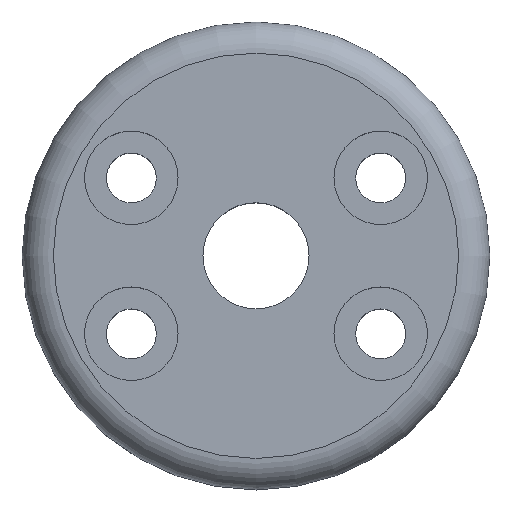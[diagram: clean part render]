
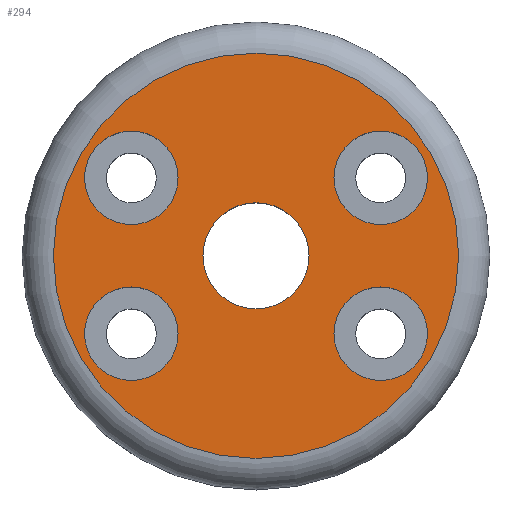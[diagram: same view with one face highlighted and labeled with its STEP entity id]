
A CAD part, top view. The second image highlights one B-rep face of the part: STEP entity #294.
In plain terms, the highlighted face is planar.
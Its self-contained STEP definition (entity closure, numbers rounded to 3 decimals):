
#33 = VERTEX_POINT('',#34);
#34 = CARTESIAN_POINT('',(3.4,14.,0.));
#43 = CYLINDRICAL_SURFACE('',#44,3.4);
#44 = AXIS2_PLACEMENT_3D('',#45,#46,#47);
#45 = CARTESIAN_POINT('',(0.,14.,0.));
#46 = DIRECTION('',(0.,-1.,0.));
#47 = DIRECTION('',(1.,0.,0.));
#62 = EDGE_CURVE('',#33,#33,#63,.T.);
#63 = SURFACE_CURVE('',#64,(#69,#76),.PCURVE_S1.);
#64 = CIRCLE('',#65,3.4);
#65 = AXIS2_PLACEMENT_3D('',#66,#67,#68);
#66 = CARTESIAN_POINT('',(0.,14.,0.));
#67 = DIRECTION('',(0.,-1.,0.));
#68 = DIRECTION('',(1.,0.,0.));
#69 = PCURVE('',#43,#70);
#70 = DEFINITIONAL_REPRESENTATION('',(#71),#75);
#71 = LINE('',#72,#73);
#72 = CARTESIAN_POINT('',(0.,0.));
#73 = VECTOR('',#74,1.);
#74 = DIRECTION('',(1.,0.));
#75 = ( GEOMETRIC_REPRESENTATION_CONTEXT(2) 
PARAMETRIC_REPRESENTATION_CONTEXT() REPRESENTATION_CONTEXT('2D SPACE',''
  ) );
#76 = PCURVE('',#77,#82);
#77 = PLANE('',#78);
#78 = AXIS2_PLACEMENT_3D('',#79,#80,#81);
#79 = CARTESIAN_POINT('',(0.,14.,0.));
#80 = DIRECTION('',(0.,-1.,0.));
#81 = DIRECTION('',(1.,0.,0.));
#82 = DEFINITIONAL_REPRESENTATION('',(#83),#87);
#83 = CIRCLE('',#84,3.4);
#84 = AXIS2_PLACEMENT_2D('',#85,#86);
#85 = CARTESIAN_POINT('',(0.,0.));
#86 = DIRECTION('',(1.,0.));
#87 = ( GEOMETRIC_REPRESENTATION_CONTEXT(2) 
PARAMETRIC_REPRESENTATION_CONTEXT() REPRESENTATION_CONTEXT('2D SPACE',''
  ) );
#294 = ADVANCED_FACE('',(#295,#326,#361,#396,#399,#434),#77,.F.);
#295 = FACE_BOUND('',#296,.F.);
#296 = EDGE_LOOP('',(#297));
#297 = ORIENTED_EDGE('',*,*,#298,.T.);
#298 = EDGE_CURVE('',#299,#299,#301,.T.);
#299 = VERTEX_POINT('',#300);
#300 = CARTESIAN_POINT('',(13.,14.,0.));
#301 = SURFACE_CURVE('',#302,(#307,#314),.PCURVE_S1.);
#302 = CIRCLE('',#303,13.);
#303 = AXIS2_PLACEMENT_3D('',#304,#305,#306);
#304 = CARTESIAN_POINT('',(0.,14.,0.));
#305 = DIRECTION('',(0.,-1.,0.));
#306 = DIRECTION('',(1.,0.,0.));
#307 = PCURVE('',#77,#308);
#308 = DEFINITIONAL_REPRESENTATION('',(#309),#313);
#309 = CIRCLE('',#310,13.);
#310 = AXIS2_PLACEMENT_2D('',#311,#312);
#311 = CARTESIAN_POINT('',(0.,0.));
#312 = DIRECTION('',(1.,0.));
#313 = ( GEOMETRIC_REPRESENTATION_CONTEXT(2) 
PARAMETRIC_REPRESENTATION_CONTEXT() REPRESENTATION_CONTEXT('2D SPACE',''
  ) );
#314 = PCURVE('',#315,#320);
#315 = TOROIDAL_SURFACE('',#316,13.,2.);
#316 = AXIS2_PLACEMENT_3D('',#317,#318,#319);
#317 = CARTESIAN_POINT('',(0.,12.,0.));
#318 = DIRECTION('',(0.,1.,0.));
#319 = DIRECTION('',(1.,0.,0.));
#320 = DEFINITIONAL_REPRESENTATION('',(#321),#325);
#321 = LINE('',#322,#323);
#322 = CARTESIAN_POINT('',(0.,1.571));
#323 = VECTOR('',#324,1.);
#324 = DIRECTION('',(-1.,0.));
#325 = ( GEOMETRIC_REPRESENTATION_CONTEXT(2) 
PARAMETRIC_REPRESENTATION_CONTEXT() REPRESENTATION_CONTEXT('2D SPACE',''
  ) );
#326 = FACE_BOUND('',#327,.F.);
#327 = EDGE_LOOP('',(#328));
#328 = ORIENTED_EDGE('',*,*,#329,.T.);
#329 = EDGE_CURVE('',#330,#330,#332,.T.);
#330 = VERTEX_POINT('',#331);
#331 = CARTESIAN_POINT('',(-11.,14.,5.));
#332 = SURFACE_CURVE('',#333,(#338,#349),.PCURVE_S1.);
#333 = CIRCLE('',#334,3.);
#334 = AXIS2_PLACEMENT_3D('',#335,#336,#337);
#335 = CARTESIAN_POINT('',(-8.,14.,5.));
#336 = DIRECTION('',(0.,1.,0.));
#337 = DIRECTION('',(-1.,0.,0.));
#338 = PCURVE('',#77,#339);
#339 = DEFINITIONAL_REPRESENTATION('',(#340),#348);
#340 = ( BOUNDED_CURVE() B_SPLINE_CURVE(2,(#341,#342,#343,#344,#345,#346
,#347),.UNSPECIFIED.,.F.,.F.) B_SPLINE_CURVE_WITH_KNOTS((1,2,2,2,2,1),(
    -2.094,0.,2.094,4.189,6.283,
8.378),.UNSPECIFIED.) CURVE() GEOMETRIC_REPRESENTATION_ITEM() 
RATIONAL_B_SPLINE_CURVE((1.,0.5,1.,0.5,1.,0.5,1.)) REPRESENTATION_ITEM(
  '') );
#341 = CARTESIAN_POINT('',(-11.,5.));
#342 = CARTESIAN_POINT('',(-11.,10.196));
#343 = CARTESIAN_POINT('',(-6.5,7.598));
#344 = CARTESIAN_POINT('',(-2.,5.));
#345 = CARTESIAN_POINT('',(-6.5,2.402));
#346 = CARTESIAN_POINT('',(-11.,-0.196));
#347 = CARTESIAN_POINT('',(-11.,5.));
#348 = ( GEOMETRIC_REPRESENTATION_CONTEXT(2) 
PARAMETRIC_REPRESENTATION_CONTEXT() REPRESENTATION_CONTEXT('2D SPACE',''
  ) );
#349 = PCURVE('',#350,#355);
#350 = CYLINDRICAL_SURFACE('',#351,3.);
#351 = AXIS2_PLACEMENT_3D('',#352,#353,#354);
#352 = CARTESIAN_POINT('',(-8.,14.,5.));
#353 = DIRECTION('',(0.,1.,0.));
#354 = DIRECTION('',(-1.,0.,0.));
#355 = DEFINITIONAL_REPRESENTATION('',(#356),#360);
#356 = LINE('',#357,#358);
#357 = CARTESIAN_POINT('',(0.,0.));
#358 = VECTOR('',#359,1.);
#359 = DIRECTION('',(1.,0.));
#360 = ( GEOMETRIC_REPRESENTATION_CONTEXT(2) 
PARAMETRIC_REPRESENTATION_CONTEXT() REPRESENTATION_CONTEXT('2D SPACE',''
  ) );
#361 = FACE_BOUND('',#362,.F.);
#362 = EDGE_LOOP('',(#363));
#363 = ORIENTED_EDGE('',*,*,#364,.T.);
#364 = EDGE_CURVE('',#365,#365,#367,.T.);
#365 = VERTEX_POINT('',#366);
#366 = CARTESIAN_POINT('',(5.,14.,5.));
#367 = SURFACE_CURVE('',#368,(#373,#384),.PCURVE_S1.);
#368 = CIRCLE('',#369,3.);
#369 = AXIS2_PLACEMENT_3D('',#370,#371,#372);
#370 = CARTESIAN_POINT('',(8.,14.,5.));
#371 = DIRECTION('',(0.,1.,0.));
#372 = DIRECTION('',(-1.,0.,0.));
#373 = PCURVE('',#77,#374);
#374 = DEFINITIONAL_REPRESENTATION('',(#375),#383);
#375 = ( BOUNDED_CURVE() B_SPLINE_CURVE(2,(#376,#377,#378,#379,#380,#381
,#382),.UNSPECIFIED.,.F.,.F.) B_SPLINE_CURVE_WITH_KNOTS((1,2,2,2,2,1),(
    -2.094,0.,2.094,4.189,6.283,
8.378),.UNSPECIFIED.) CURVE() GEOMETRIC_REPRESENTATION_ITEM() 
RATIONAL_B_SPLINE_CURVE((1.,0.5,1.,0.5,1.,0.5,1.)) REPRESENTATION_ITEM(
  '') );
#376 = CARTESIAN_POINT('',(5.,5.));
#377 = CARTESIAN_POINT('',(5.,10.196));
#378 = CARTESIAN_POINT('',(9.5,7.598));
#379 = CARTESIAN_POINT('',(14.,5.));
#380 = CARTESIAN_POINT('',(9.5,2.402));
#381 = CARTESIAN_POINT('',(5.,-0.196));
#382 = CARTESIAN_POINT('',(5.,5.));
#383 = ( GEOMETRIC_REPRESENTATION_CONTEXT(2) 
PARAMETRIC_REPRESENTATION_CONTEXT() REPRESENTATION_CONTEXT('2D SPACE',''
  ) );
#384 = PCURVE('',#385,#390);
#385 = CYLINDRICAL_SURFACE('',#386,3.);
#386 = AXIS2_PLACEMENT_3D('',#387,#388,#389);
#387 = CARTESIAN_POINT('',(8.,14.,5.));
#388 = DIRECTION('',(0.,1.,0.));
#389 = DIRECTION('',(-1.,0.,0.));
#390 = DEFINITIONAL_REPRESENTATION('',(#391),#395);
#391 = LINE('',#392,#393);
#392 = CARTESIAN_POINT('',(0.,0.));
#393 = VECTOR('',#394,1.);
#394 = DIRECTION('',(1.,0.));
#395 = ( GEOMETRIC_REPRESENTATION_CONTEXT(2) 
PARAMETRIC_REPRESENTATION_CONTEXT() REPRESENTATION_CONTEXT('2D SPACE',''
  ) );
#396 = FACE_BOUND('',#397,.F.);
#397 = EDGE_LOOP('',(#398));
#398 = ORIENTED_EDGE('',*,*,#62,.F.);
#399 = FACE_BOUND('',#400,.F.);
#400 = EDGE_LOOP('',(#401));
#401 = ORIENTED_EDGE('',*,*,#402,.T.);
#402 = EDGE_CURVE('',#403,#403,#405,.T.);
#403 = VERTEX_POINT('',#404);
#404 = CARTESIAN_POINT('',(5.,14.,-5.));
#405 = SURFACE_CURVE('',#406,(#411,#422),.PCURVE_S1.);
#406 = CIRCLE('',#407,3.);
#407 = AXIS2_PLACEMENT_3D('',#408,#409,#410);
#408 = CARTESIAN_POINT('',(8.,14.,-5.));
#409 = DIRECTION('',(0.,1.,0.));
#410 = DIRECTION('',(-1.,0.,0.));
#411 = PCURVE('',#77,#412);
#412 = DEFINITIONAL_REPRESENTATION('',(#413),#421);
#413 = ( BOUNDED_CURVE() B_SPLINE_CURVE(2,(#414,#415,#416,#417,#418,#419
,#420),.UNSPECIFIED.,.T.,.F.) B_SPLINE_CURVE_WITH_KNOTS((1,2,2,2,2,1),(
    -2.094,0.,2.094,4.189,6.283,
8.378),.UNSPECIFIED.) CURVE() GEOMETRIC_REPRESENTATION_ITEM() 
RATIONAL_B_SPLINE_CURVE((1.,0.5,1.,0.5,1.,0.5,1.)) REPRESENTATION_ITEM(
  '') );
#414 = CARTESIAN_POINT('',(5.,-5.));
#415 = CARTESIAN_POINT('',(5.,0.196));
#416 = CARTESIAN_POINT('',(9.5,-2.402));
#417 = CARTESIAN_POINT('',(14.,-5.));
#418 = CARTESIAN_POINT('',(9.5,-7.598));
#419 = CARTESIAN_POINT('',(5.,-10.196));
#420 = CARTESIAN_POINT('',(5.,-5.));
#421 = ( GEOMETRIC_REPRESENTATION_CONTEXT(2) 
PARAMETRIC_REPRESENTATION_CONTEXT() REPRESENTATION_CONTEXT('2D SPACE',''
  ) );
#422 = PCURVE('',#423,#428);
#423 = CYLINDRICAL_SURFACE('',#424,3.);
#424 = AXIS2_PLACEMENT_3D('',#425,#426,#427);
#425 = CARTESIAN_POINT('',(8.,14.,-5.));
#426 = DIRECTION('',(0.,1.,0.));
#427 = DIRECTION('',(-1.,0.,0.));
#428 = DEFINITIONAL_REPRESENTATION('',(#429),#433);
#429 = LINE('',#430,#431);
#430 = CARTESIAN_POINT('',(0.,0.));
#431 = VECTOR('',#432,1.);
#432 = DIRECTION('',(1.,0.));
#433 = ( GEOMETRIC_REPRESENTATION_CONTEXT(2) 
PARAMETRIC_REPRESENTATION_CONTEXT() REPRESENTATION_CONTEXT('2D SPACE',''
  ) );
#434 = FACE_BOUND('',#435,.F.);
#435 = EDGE_LOOP('',(#436));
#436 = ORIENTED_EDGE('',*,*,#437,.T.);
#437 = EDGE_CURVE('',#438,#438,#440,.T.);
#438 = VERTEX_POINT('',#439);
#439 = CARTESIAN_POINT('',(-11.,14.,-5.));
#440 = SURFACE_CURVE('',#441,(#446,#457),.PCURVE_S1.);
#441 = CIRCLE('',#442,3.);
#442 = AXIS2_PLACEMENT_3D('',#443,#444,#445);
#443 = CARTESIAN_POINT('',(-8.,14.,-5.));
#444 = DIRECTION('',(0.,1.,0.));
#445 = DIRECTION('',(-1.,0.,0.));
#446 = PCURVE('',#77,#447);
#447 = DEFINITIONAL_REPRESENTATION('',(#448),#456);
#448 = ( BOUNDED_CURVE() B_SPLINE_CURVE(2,(#449,#450,#451,#452,#453,#454
,#455),.UNSPECIFIED.,.T.,.F.) B_SPLINE_CURVE_WITH_KNOTS((1,2,2,2,2,1),(
    -2.094,0.,2.094,4.189,6.283,
8.378),.UNSPECIFIED.) CURVE() GEOMETRIC_REPRESENTATION_ITEM() 
RATIONAL_B_SPLINE_CURVE((1.,0.5,1.,0.5,1.,0.5,1.)) REPRESENTATION_ITEM(
  '') );
#449 = CARTESIAN_POINT('',(-11.,-5.));
#450 = CARTESIAN_POINT('',(-11.,0.196));
#451 = CARTESIAN_POINT('',(-6.5,-2.402));
#452 = CARTESIAN_POINT('',(-2.,-5.));
#453 = CARTESIAN_POINT('',(-6.5,-7.598));
#454 = CARTESIAN_POINT('',(-11.,-10.196));
#455 = CARTESIAN_POINT('',(-11.,-5.));
#456 = ( GEOMETRIC_REPRESENTATION_CONTEXT(2) 
PARAMETRIC_REPRESENTATION_CONTEXT() REPRESENTATION_CONTEXT('2D SPACE',''
  ) );
#457 = PCURVE('',#458,#463);
#458 = CYLINDRICAL_SURFACE('',#459,3.);
#459 = AXIS2_PLACEMENT_3D('',#460,#461,#462);
#460 = CARTESIAN_POINT('',(-8.,14.,-5.));
#461 = DIRECTION('',(0.,1.,0.));
#462 = DIRECTION('',(-1.,0.,0.));
#463 = DEFINITIONAL_REPRESENTATION('',(#464),#468);
#464 = LINE('',#465,#466);
#465 = CARTESIAN_POINT('',(0.,0.));
#466 = VECTOR('',#467,1.);
#467 = DIRECTION('',(1.,0.));
#468 = ( GEOMETRIC_REPRESENTATION_CONTEXT(2) 
PARAMETRIC_REPRESENTATION_CONTEXT() REPRESENTATION_CONTEXT('2D SPACE',''
  ) );
